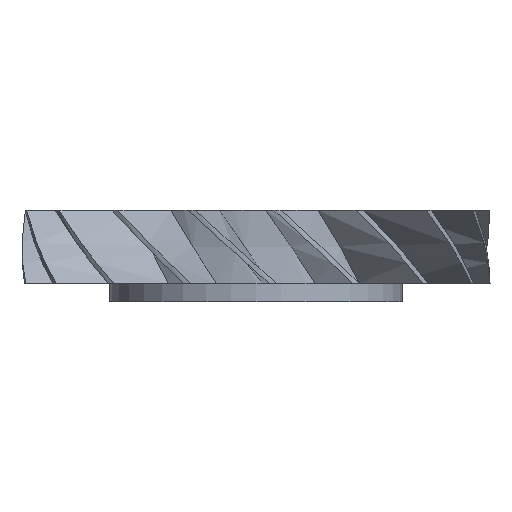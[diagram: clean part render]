
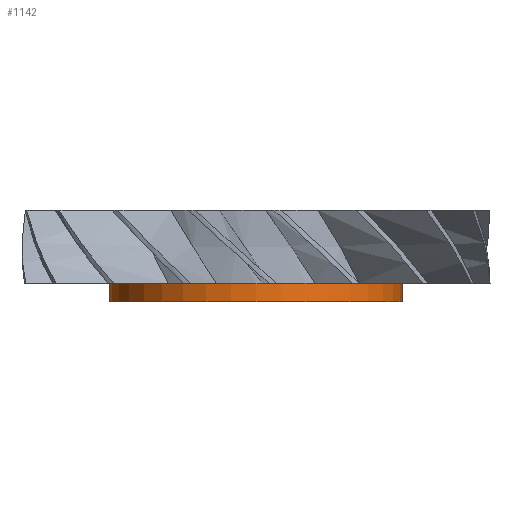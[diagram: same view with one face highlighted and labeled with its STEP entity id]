
A CAD part, front view. The second image highlights one B-rep face of the part: STEP entity #1142.
In plain terms, the highlighted cylindrical face has radius 20 mm (diameter 40 mm), a full revolution.
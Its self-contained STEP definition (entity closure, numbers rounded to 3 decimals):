
#39 = EDGE_CURVE('',#40,#40,#42,.T.);
#40 = VERTEX_POINT('',#41);
#41 = CARTESIAN_POINT('',(20.,0.,0.));
#42 = CIRCLE('',#43,20.);
#43 = AXIS2_PLACEMENT_3D('',#44,#45,#46);
#44 = CARTESIAN_POINT('',(0.,0.,0.));
#45 = DIRECTION('',(0.,0.,1.));
#46 = DIRECTION('',(1.,0.,0.));
#1142 = ADVANCED_FACE('',(#1143),#1162,.T.);
#1143 = FACE_BOUND('',#1144,.F.);
#1144 = EDGE_LOOP('',(#1145,#1153,#1160,#1161));
#1145 = ORIENTED_EDGE('',*,*,#1146,.T.);
#1146 = EDGE_CURVE('',#40,#1147,#1149,.T.);
#1147 = VERTEX_POINT('',#1148);
#1148 = CARTESIAN_POINT('',(20.,0.,-2.5));
#1149 = LINE('',#1150,#1151);
#1150 = CARTESIAN_POINT('',(20.,0.,0.));
#1151 = VECTOR('',#1152,1.);
#1152 = DIRECTION('',(0.,0.,-1.));
#1153 = ORIENTED_EDGE('',*,*,#1154,.T.);
#1154 = EDGE_CURVE('',#1147,#1147,#1155,.T.);
#1155 = CIRCLE('',#1156,20.);
#1156 = AXIS2_PLACEMENT_3D('',#1157,#1158,#1159);
#1157 = CARTESIAN_POINT('',(0.,0.,-2.5));
#1158 = DIRECTION('',(0.,0.,-1.));
#1159 = DIRECTION('',(1.,0.,0.));
#1160 = ORIENTED_EDGE('',*,*,#1146,.F.);
#1161 = ORIENTED_EDGE('',*,*,#39,.T.);
#1162 = CYLINDRICAL_SURFACE('',#1163,20.);
#1163 = AXIS2_PLACEMENT_3D('',#1164,#1165,#1166);
#1164 = CARTESIAN_POINT('',(0.,0.,0.));
#1165 = DIRECTION('',(0.,0.,1.));
#1166 = DIRECTION('',(1.,0.,0.));
